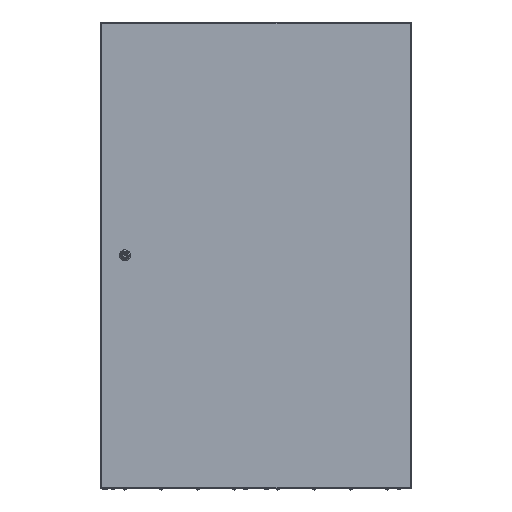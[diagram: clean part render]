
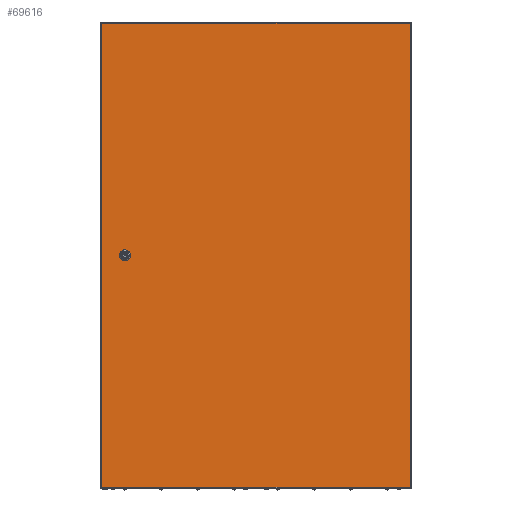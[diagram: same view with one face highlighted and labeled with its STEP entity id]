
A CAD part, top view. The second image highlights one B-rep face of the part: STEP entity #69616.
In plain terms, the highlighted planar face has unit normal (0, 0, 1).
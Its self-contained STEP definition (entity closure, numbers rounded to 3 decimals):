
#651 = LINE ( 'NONE', #75747, #69864 ) ;
#1419 = DIRECTION ( 'NONE',  ( 1., 0., 0. ) ) ;
#2065 = ORIENTED_EDGE ( 'NONE', *, *, #76085, .F. ) ;
#2089 = EDGE_CURVE ( 'NONE', #69053, #24762, #70291, .T. ) ;
#2105 = EDGE_CURVE ( 'NONE', #31384, #69812, #77429, .T. ) ;
#4045 = VECTOR ( 'NONE', #64459, 1000. ) ;
#4520 = EDGE_CURVE ( 'NONE', #69812, #69053, #68042, .T. ) ;
#4697 = EDGE_LOOP ( 'NONE', ( #6282, #15212, #14660, #69463 ) ) ;
#5268 = EDGE_CURVE ( 'NONE', #33081, #12314, #63228, .T. ) ;
#5734 = DIRECTION ( 'NONE',  ( -1., 0., 0. ) ) ;
#6020 = VECTOR ( 'NONE', #5734, 1000. ) ;
#6236 = CARTESIAN_POINT ( 'NONE',  ( 62.87, 600., 17. ) ) ;
#6282 = ORIENTED_EDGE ( 'NONE', *, *, #21912, .T. ) ;
#6290 = VECTOR ( 'NONE', #37735, 1000. ) ;
#7363 = ORIENTED_EDGE ( 'NONE', *, *, #48319, .F. ) ;
#7892 = VECTOR ( 'NONE', #56504, 1000. ) ;
#10368 = AXIS2_PLACEMENT_3D ( 'NONE', #6236, #67910, #61641 ) ;
#12314 = VERTEX_POINT ( 'NONE', #52775 ) ;
#12524 = ORIENTED_EDGE ( 'NONE', *, *, #2089, .F. ) ;
#13155 = CARTESIAN_POINT ( 'NONE',  ( 62.87, 600., 17. ) ) ;
#13403 = DIRECTION ( 'NONE',  ( 0., 0., 1. ) ) ;
#14660 = ORIENTED_EDGE ( 'NONE', *, *, #82990, .T. ) ;
#15212 = ORIENTED_EDGE ( 'NONE', *, *, #5268, .T. ) ;
#16652 = DIRECTION ( 'NONE',  ( 1., 0., 0. ) ) ;
#16717 = LINE ( 'NONE', #51985, #6290 ) ;
#16727 = DIRECTION ( 'NONE',  ( 1., 0., 0. ) ) ;
#18479 = AXIS2_PLACEMENT_3D ( 'NONE', #23881, #31443, #45726 ) ;
#18765 = CARTESIAN_POINT ( 'NONE',  ( 62.87, 600., 17. ) ) ;
#19966 = CIRCLE ( 'NONE', #18479, 11.25 ) ;
#20305 = CIRCLE ( 'NONE', #48797, 11.25 ) ;
#20680 = CARTESIAN_POINT ( 'NONE',  ( 67.926, 589.95, 17. ) ) ;
#21912 = EDGE_CURVE ( 'NONE', #87844, #33081, #651, .T. ) ;
#23122 = EDGE_CURVE ( 'NONE', #50045, #45972, #19966, .T. ) ;
#23453 = CARTESIAN_POINT ( 'NONE',  ( 0., 0., 17. ) ) ;
#23881 = CARTESIAN_POINT ( 'NONE',  ( 62.87, 600., 17. ) ) ;
#24762 = VERTEX_POINT ( 'NONE', #50234 ) ;
#27229 = DIRECTION ( 'NONE',  ( 1., 0., 0. ) ) ;
#28352 = DIRECTION ( 'NONE',  ( 0., -1., 0. ) ) ;
#29228 = CARTESIAN_POINT ( 'NONE',  ( 2.87, 3., 17. ) ) ;
#29517 = CARTESIAN_POINT ( 'NONE',  ( 57.814, 610.05, 17. ) ) ;
#30053 = AXIS2_PLACEMENT_3D ( 'NONE', #23453, #50678, #16727 ) ;
#30140 = FACE_OUTER_BOUND ( 'NONE', #4697, .T. ) ;
#30432 = CARTESIAN_POINT ( 'NONE',  ( 2.87, 1197., 17. ) ) ;
#31384 = VERTEX_POINT ( 'NONE', #65405 ) ;
#31443 = DIRECTION ( 'NONE',  ( 0., 0., 1. ) ) ;
#31739 = AXIS2_PLACEMENT_3D ( 'NONE', #18765, #13403, #27229 ) ;
#33081 = VERTEX_POINT ( 'NONE', #44858 ) ;
#33292 = ORIENTED_EDGE ( 'NONE', *, *, #63845, .F. ) ;
#36493 = LINE ( 'NONE', #49898, #53190 ) ;
#37616 = CARTESIAN_POINT ( 'NONE',  ( 72.92, 605.056, 17. ) ) ;
#37735 = DIRECTION ( 'NONE',  ( -1., 0., 0. ) ) ;
#41792 = LINE ( 'NONE', #60266, #6020 ) ;
#44717 = ORIENTED_EDGE ( 'NONE', *, *, #76786, .F. ) ;
#44858 = CARTESIAN_POINT ( 'NONE',  ( 2.87, 3., 17. ) ) ;
#45726 = DIRECTION ( 'NONE',  ( 1., 0., 0. ) ) ;
#45972 = VERTEX_POINT ( 'NONE', #80347 ) ;
#48319 = EDGE_CURVE ( 'NONE', #80153, #62819, #20305, .T. ) ;
#48797 = AXIS2_PLACEMENT_3D ( 'NONE', #13155, #71612, #16652 ) ;
#49898 = CARTESIAN_POINT ( 'NONE',  ( 72.92, 594.944, 17. ) ) ;
#50045 = VERTEX_POINT ( 'NONE', #37616 ) ;
#50234 = CARTESIAN_POINT ( 'NONE',  ( 72.92, 594.944, 17. ) ) ;
#50623 = EDGE_CURVE ( 'NONE', #82994, #87844, #16717, .T. ) ;
#50678 = DIRECTION ( 'NONE',  ( 0., 0., 1. ) ) ;
#51985 = CARTESIAN_POINT ( 'NONE',  ( 2.87, 1197., 17. ) ) ;
#52311 = CARTESIAN_POINT ( 'NONE',  ( 796.87, 1197., 17. ) ) ;
#52775 = CARTESIAN_POINT ( 'NONE',  ( 796.87, 3., 17. ) ) ;
#53190 = VECTOR ( 'NONE', #57065, 1000. ) ;
#56504 = DIRECTION ( 'NONE',  ( 1., 0., 0. ) ) ;
#57065 = DIRECTION ( 'NONE',  ( 0., 1., 0. ) ) ;
#58303 = FACE_BOUND ( 'NONE', #80439, .T. ) ;
#59488 = CARTESIAN_POINT ( 'NONE',  ( 796.87, 1197., 17. ) ) ;
#59907 = ORIENTED_EDGE ( 'NONE', *, *, #2105, .F. ) ;
#60266 = CARTESIAN_POINT ( 'NONE',  ( 67.926, 610.05, 17. ) ) ;
#61641 = DIRECTION ( 'NONE',  ( 1., 0., 0. ) ) ;
#61786 = DIRECTION ( 'NONE',  ( 0., -1., 0. ) ) ;
#62819 = VERTEX_POINT ( 'NONE', #84919 ) ;
#63228 = LINE ( 'NONE', #29228, #7892 ) ;
#63845 = EDGE_CURVE ( 'NONE', #45972, #80153, #41792, .T. ) ;
#63986 = ORIENTED_EDGE ( 'NONE', *, *, #4520, .F. ) ;
#64459 = DIRECTION ( 'NONE',  ( 0., 1., 0. ) ) ;
#65405 = CARTESIAN_POINT ( 'NONE',  ( 52.82, 594.944, 17. ) ) ;
#66866 = VECTOR ( 'NONE', #61786, 1000. ) ;
#67910 = DIRECTION ( 'NONE',  ( 0., 0., 1. ) ) ;
#68042 = LINE ( 'NONE', #20680, #77870 ) ;
#68050 = LINE ( 'NONE', #82351, #66866 ) ;
#69053 = VERTEX_POINT ( 'NONE', #83900 ) ;
#69463 = ORIENTED_EDGE ( 'NONE', *, *, #50623, .T. ) ;
#69616 = ADVANCED_FACE ( 'NONE', ( #58303, #30140 ), #84674, .T. ) ;
#69812 = VERTEX_POINT ( 'NONE', #83270 ) ;
#69864 = VECTOR ( 'NONE', #28352, 1000. ) ;
#70291 = CIRCLE ( 'NONE', #31739, 11.25 ) ;
#71612 = DIRECTION ( 'NONE',  ( 0., 0., 1. ) ) ;
#72199 = ORIENTED_EDGE ( 'NONE', *, *, #23122, .F. ) ;
#75747 = CARTESIAN_POINT ( 'NONE',  ( 2.87, 1197., 17. ) ) ;
#76085 = EDGE_CURVE ( 'NONE', #62819, #31384, #68050, .T. ) ;
#76786 = EDGE_CURVE ( 'NONE', #24762, #50045, #36493, .T. ) ;
#77429 = CIRCLE ( 'NONE', #10368, 11.25 ) ;
#77870 = VECTOR ( 'NONE', #1419, 1000. ) ;
#80153 = VERTEX_POINT ( 'NONE', #29517 ) ;
#80347 = CARTESIAN_POINT ( 'NONE',  ( 67.926, 610.05, 17. ) ) ;
#80439 = EDGE_LOOP ( 'NONE', ( #72199, #44717, #12524, #63986, #59907, #2065, #7363, #33292 ) ) ;
#82351 = CARTESIAN_POINT ( 'NONE',  ( 52.82, 594.944, 17. ) ) ;
#82990 = EDGE_CURVE ( 'NONE', #12314, #82994, #85865, .T. ) ;
#82994 = VERTEX_POINT ( 'NONE', #52311 ) ;
#83270 = CARTESIAN_POINT ( 'NONE',  ( 57.814, 589.95, 17. ) ) ;
#83900 = CARTESIAN_POINT ( 'NONE',  ( 67.926, 589.95, 17. ) ) ;
#84674 = PLANE ( 'NONE',  #30053 ) ;
#84919 = CARTESIAN_POINT ( 'NONE',  ( 52.82, 605.056, 17. ) ) ;
#85865 = LINE ( 'NONE', #59488, #4045 ) ;
#87844 = VERTEX_POINT ( 'NONE', #30432 ) ;
